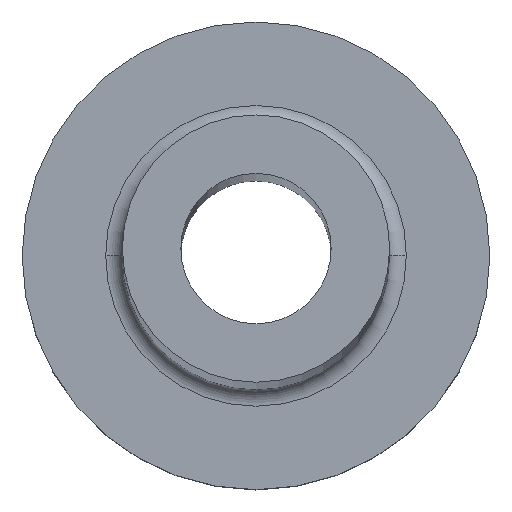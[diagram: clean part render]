
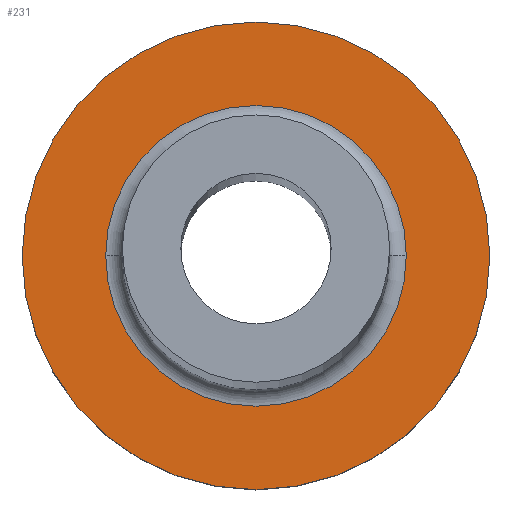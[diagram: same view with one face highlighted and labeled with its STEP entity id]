
A CAD part, top view. The second image highlights one B-rep face of the part: STEP entity #231.
In plain terms, the highlighted planar face has unit normal (0, 0, 1).
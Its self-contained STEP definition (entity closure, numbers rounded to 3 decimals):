
#20 = AXIS2_PLACEMENT_3D ( 'NONE', #248, #98, #217 ) ;
#30 = CIRCLE ( 'NONE', #35, 7. ) ;
#35 = AXIS2_PLACEMENT_3D ( 'NONE', #110, #229, #324 ) ;
#42 = CIRCLE ( 'NONE', #350, 4.5 ) ;
#51 = PLANE ( 'NONE',  #58 ) ;
#58 = AXIS2_PLACEMENT_3D ( 'NONE', #172, #254, #227 ) ;
#63 = EDGE_CURVE ( 'NONE', #285, #70, #96, .T. ) ;
#70 = VERTEX_POINT ( 'NONE', #160 ) ;
#96 = CIRCLE ( 'NONE', #20, 7. ) ;
#98 = DIRECTION ( 'NONE',  ( 0., 0., 1. ) ) ;
#106 = CIRCLE ( 'NONE', #245, 4.5 ) ;
#110 = CARTESIAN_POINT ( 'NONE',  ( 0., 0., 5. ) ) ;
#119 = ORIENTED_EDGE ( 'NONE', *, *, #124, .T. ) ;
#124 = EDGE_CURVE ( 'NONE', #70, #285, #30, .T. ) ;
#153 = VERTEX_POINT ( 'NONE', #195 ) ;
#160 = CARTESIAN_POINT ( 'NONE',  ( 7., 0., 5. ) ) ;
#172 = CARTESIAN_POINT ( 'NONE',  ( 0., 0., 5. ) ) ;
#173 = DIRECTION ( 'NONE',  ( 0., 0., -1. ) ) ;
#179 = VERTEX_POINT ( 'NONE', #372 ) ;
#190 = EDGE_CURVE ( 'NONE', #153, #179, #106, .T. ) ;
#195 = CARTESIAN_POINT ( 'NONE',  ( -4.5, 0., 5. ) ) ;
#199 = FACE_BOUND ( 'NONE', #272, .T. ) ;
#217 = DIRECTION ( 'NONE',  ( 1., 0., 0. ) ) ;
#227 = DIRECTION ( 'NONE',  ( 1., 0., 0. ) ) ;
#229 = DIRECTION ( 'NONE',  ( 0., 0., 1. ) ) ;
#231 = ADVANCED_FACE ( 'NONE', ( #199, #325 ), #51, .T. ) ;
#232 = DIRECTION ( 'NONE',  ( 0., 0., -1. ) ) ;
#245 = AXIS2_PLACEMENT_3D ( 'NONE', #260, #173, #290 ) ;
#248 = CARTESIAN_POINT ( 'NONE',  ( 0., 0., 5. ) ) ;
#254 = DIRECTION ( 'NONE',  ( 0., 0., 1. ) ) ;
#257 = EDGE_CURVE ( 'NONE', #179, #153, #42, .T. ) ;
#260 = CARTESIAN_POINT ( 'NONE',  ( 0., 0., 5. ) ) ;
#272 = EDGE_LOOP ( 'NONE', ( #359, #332 ) ) ;
#285 = VERTEX_POINT ( 'NONE', #381 ) ;
#290 = DIRECTION ( 'NONE',  ( 1., 0., 0. ) ) ;
#301 = DIRECTION ( 'NONE',  ( 1., 0., 0. ) ) ;
#305 = ORIENTED_EDGE ( 'NONE', *, *, #63, .T. ) ;
#324 = DIRECTION ( 'NONE',  ( 1., 0., 0. ) ) ;
#325 = FACE_OUTER_BOUND ( 'NONE', #361, .T. ) ;
#328 = CARTESIAN_POINT ( 'NONE',  ( 0., 0., 5. ) ) ;
#332 = ORIENTED_EDGE ( 'NONE', *, *, #190, .T. ) ;
#350 = AXIS2_PLACEMENT_3D ( 'NONE', #328, #232, #301 ) ;
#359 = ORIENTED_EDGE ( 'NONE', *, *, #257, .T. ) ;
#361 = EDGE_LOOP ( 'NONE', ( #305, #119 ) ) ;
#372 = CARTESIAN_POINT ( 'NONE',  ( 4.5, 0., 5. ) ) ;
#381 = CARTESIAN_POINT ( 'NONE',  ( -7., 0., 5. ) ) ;
